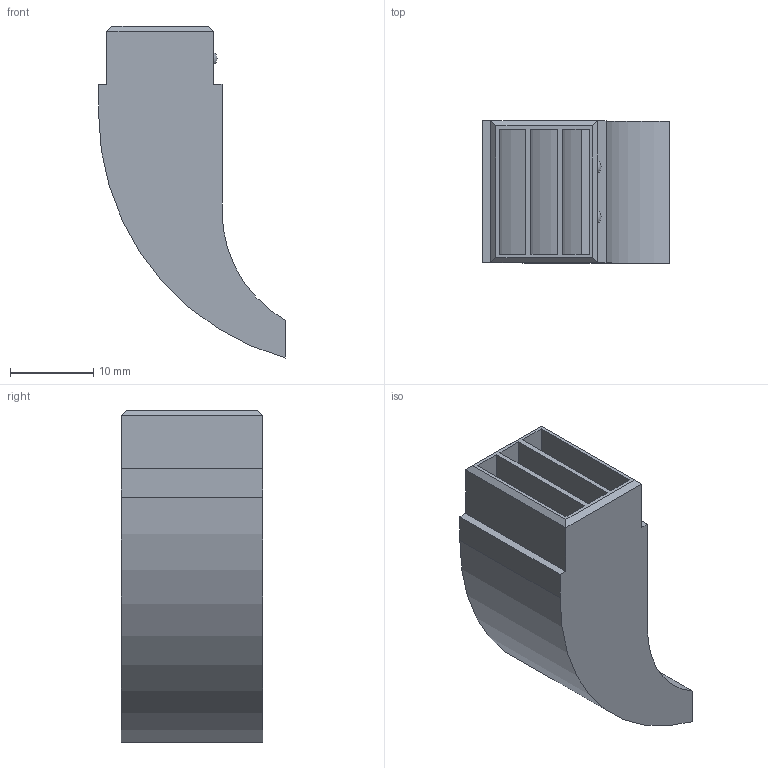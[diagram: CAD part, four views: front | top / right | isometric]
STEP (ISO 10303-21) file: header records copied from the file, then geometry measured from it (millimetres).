
FILE_DESCRIPTION(('FreeCAD Model'),'2;1');
FILE_NAME('FanDuctStd.step','2020-08-10T18:58:12',( 'Author'),(''),'Open CASCADE STEP processor 7.3','FreeCAD','Unknown' );
FILE_SCHEMA(('AUTOMOTIVE_DESIGN { 1 0 10303 214 1 1 1 1 }'));
Length unit declared in the file: millimetre
Products named in the file (1): FanDuctStd
Bounding box: 22.4 x 17 x 39.8 mm (x, y, z)
Volume: 3552.9 mm3; surface area: 6161.7 mm2
Topology: 1 solids, 1 shells, 34 faces, 94 edges, 62 vertices
Faces by surface type: plane 22, cylinder 10, sphere 2
Entity records: 1117 total; most frequent: CARTESIAN_POINT 191, ORIENTED_EDGE 188, DIRECTION 186, EDGE_CURVE 94, LINE 72, VECTOR 72, VERTEX_POINT 62, AXIS2_PLACEMENT_3D 57
